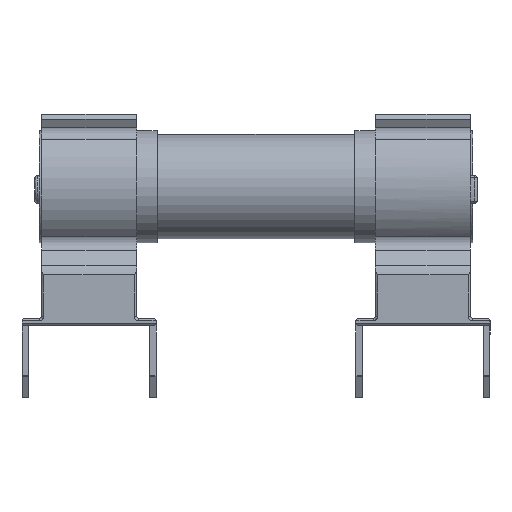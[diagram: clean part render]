
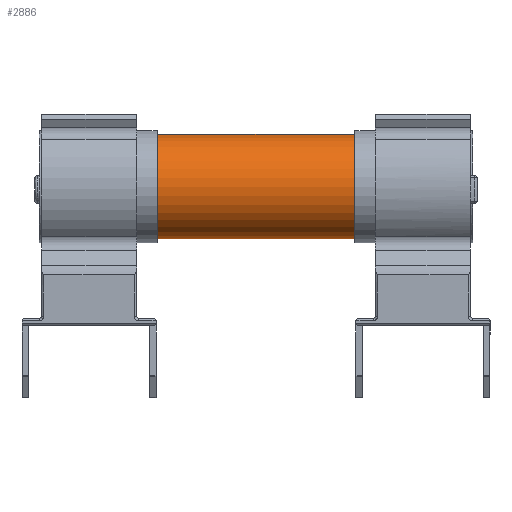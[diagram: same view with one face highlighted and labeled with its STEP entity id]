
A CAD part, front view. The second image highlights one B-rep face of the part: STEP entity #2886.
In plain terms, the highlighted cylindrical face has radius 2.375 mm (diameter 4.75 mm), a partial arc.
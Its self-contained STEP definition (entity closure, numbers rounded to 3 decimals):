
#92 = EDGE_LOOP ( 'NONE', ( #348, #5253, #4259, #1169 ) ) ;
#173 = CARTESIAN_POINT ( 'NONE',  ( -9.75, 0., -2.375 ) ) ;
#320 = DIRECTION ( 'NONE',  ( -1., 0., 0. ) ) ;
#348 = ORIENTED_EDGE ( 'NONE', *, *, #2612, .F. ) ;
#526 = DIRECTION ( 'NONE',  ( 0., 0., -1. ) ) ;
#1003 = LINE ( 'NONE', #6654, #2216 ) ;
#1114 = DIRECTION ( 'NONE',  ( 1., 0., 0. ) ) ;
#1162 = CIRCLE ( 'NONE', #1732, 2.375 ) ;
#1169 = ORIENTED_EDGE ( 'NONE', *, *, #1962, .T. ) ;
#1313 = CARTESIAN_POINT ( 'NONE',  ( -9.75, 0., -2.375 ) ) ;
#1732 = AXIS2_PLACEMENT_3D ( 'NONE', #6785, #320, #3959 ) ;
#1962 = EDGE_CURVE ( 'NONE', #4361, #2162, #1162, .T. ) ;
#1970 = DIRECTION ( 'NONE',  ( 1., 0., 0. ) ) ;
#1996 = AXIS2_PLACEMENT_3D ( 'NONE', #4541, #2145, #526 ) ;
#2145 = DIRECTION ( 'NONE',  ( 1., 0., 0. ) ) ;
#2162 = VERTEX_POINT ( 'NONE', #5846 ) ;
#2216 = VECTOR ( 'NONE', #3193, 1000. ) ;
#2612 = EDGE_CURVE ( 'NONE', #6728, #2162, #1003, .T. ) ;
#2851 = VECTOR ( 'NONE', #1970, 1000. ) ;
#2886 = ADVANCED_FACE ( 'NONE', ( #2968 ), #6820, .T. ) ;
#2968 = FACE_OUTER_BOUND ( 'NONE', #92, .T. ) ;
#3193 = DIRECTION ( 'NONE',  ( 1., 0., 0. ) ) ;
#3464 = DIRECTION ( 'NONE',  ( 0., 0., -1. ) ) ;
#3489 = AXIS2_PLACEMENT_3D ( 'NONE', #5858, #1114, #3464 ) ;
#3817 = EDGE_CURVE ( 'NONE', #6728, #5605, #7090, .T. ) ;
#3959 = DIRECTION ( 'NONE',  ( 0., 0., -1. ) ) ;
#4105 = CARTESIAN_POINT ( 'NONE',  ( 9.75, 0., -2.375 ) ) ;
#4259 = ORIENTED_EDGE ( 'NONE', *, *, #7372, .T. ) ;
#4361 = VERTEX_POINT ( 'NONE', #4105 ) ;
#4541 = CARTESIAN_POINT ( 'NONE',  ( -9.75, 0., 0. ) ) ;
#5253 = ORIENTED_EDGE ( 'NONE', *, *, #3817, .T. ) ;
#5410 = LINE ( 'NONE', #173, #2851 ) ;
#5605 = VERTEX_POINT ( 'NONE', #1313 ) ;
#5846 = CARTESIAN_POINT ( 'NONE',  ( 9.75, 0., 2.375 ) ) ;
#5858 = CARTESIAN_POINT ( 'NONE',  ( -9.75, 0., 0. ) ) ;
#6566 = CARTESIAN_POINT ( 'NONE',  ( -9.75, 0., 2.375 ) ) ;
#6654 = CARTESIAN_POINT ( 'NONE',  ( -9.75, 0., 2.375 ) ) ;
#6728 = VERTEX_POINT ( 'NONE', #6566 ) ;
#6785 = CARTESIAN_POINT ( 'NONE',  ( 9.75, 0., 0. ) ) ;
#6820 = CYLINDRICAL_SURFACE ( 'NONE', #1996, 2.375 ) ;
#7090 = CIRCLE ( 'NONE', #3489, 2.375 ) ;
#7372 = EDGE_CURVE ( 'NONE', #5605, #4361, #5410, .T. ) ;
